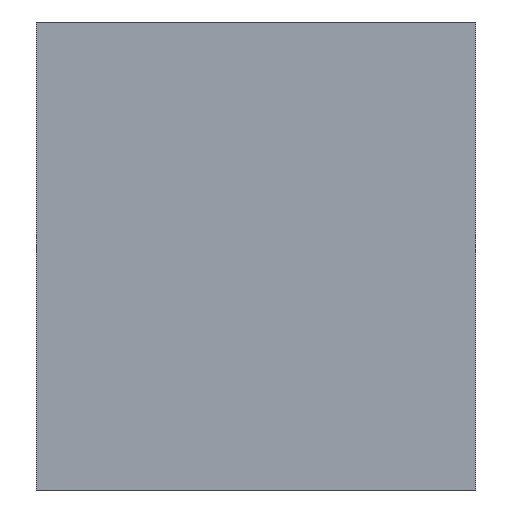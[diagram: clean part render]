
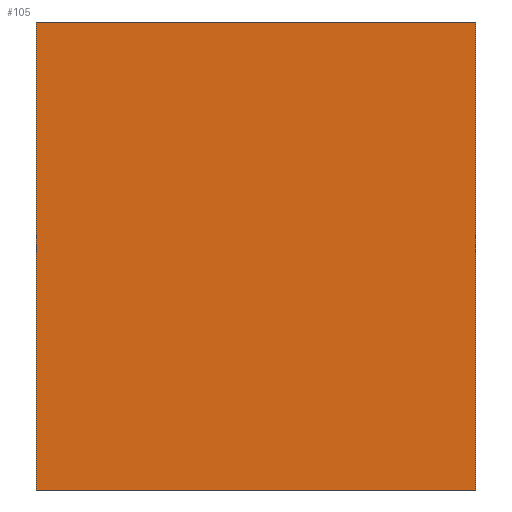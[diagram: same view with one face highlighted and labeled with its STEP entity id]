
A CAD part, front view. The second image highlights one B-rep face of the part: STEP entity #105.
In plain terms, the highlighted planar face has unit normal (0, -1, 0).
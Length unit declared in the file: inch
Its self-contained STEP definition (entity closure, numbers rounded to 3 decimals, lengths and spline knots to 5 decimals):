
#19=FACE_OUTER_BOUND('',#25,.T.);
#25=EDGE_LOOP('',(#87,#88,#89,#90));
#30=LINE('',#162,#42);
#32=LINE('',#167,#44);
#37=LINE('',#176,#49);
#38=LINE('',#178,#50);
#42=VECTOR('',#134,0.3937);
#44=VECTOR('',#138,0.3937);
#49=VECTOR('',#147,0.3937);
#50=VECTOR('',#150,0.3937);
#52=VERTEX_POINT('',#156);
#54=VERTEX_POINT('',#160);
#56=VERTEX_POINT('',#165);
#58=VERTEX_POINT('',#174);
#62=EDGE_CURVE('',#52,#54,#30,.T.);
#64=EDGE_CURVE('',#54,#56,#32,.T.);
#69=EDGE_CURVE('',#52,#58,#37,.T.);
#70=EDGE_CURVE('',#56,#58,#38,.T.);
#87=ORIENTED_EDGE('',*,*,#70,.T.);
#88=ORIENTED_EDGE('',*,*,#69,.F.);
#89=ORIENTED_EDGE('',*,*,#62,.T.);
#90=ORIENTED_EDGE('',*,*,#64,.T.);
#99=PLANE('',#125);
#105=ADVANCED_FACE('',(#19),#99,.T.);
#125=AXIS2_PLACEMENT_3D('',#177,#148,#149);
#134=DIRECTION('',(1.,0.,0.));
#138=DIRECTION('',(0.,0.,1.));
#147=DIRECTION('',(0.,0.,1.));
#148=DIRECTION('center_axis',(0.,-1.,0.));
#149=DIRECTION('ref_axis',(1.,0.,0.));
#150=DIRECTION('',(-1.,0.,0.));
#156=CARTESIAN_POINT('',(-73.875,-5.75,0.625));
#160=CARTESIAN_POINT('',(-64.375,-5.75,0.625));
#162=CARTESIAN_POINT('',(-33.375,-5.75,0.625));
#165=CARTESIAN_POINT('',(-64.375,-5.75,10.75));
#167=CARTESIAN_POINT('',(-64.375,-5.75,106.49179));
#174=CARTESIAN_POINT('',(-73.875,-5.75,10.75));
#176=CARTESIAN_POINT('',(-73.875,-5.75,0.));
#177=CARTESIAN_POINT('Origin',(2.375,-5.75,0.));
#178=CARTESIAN_POINT('',(-31.,-5.75,10.75));
